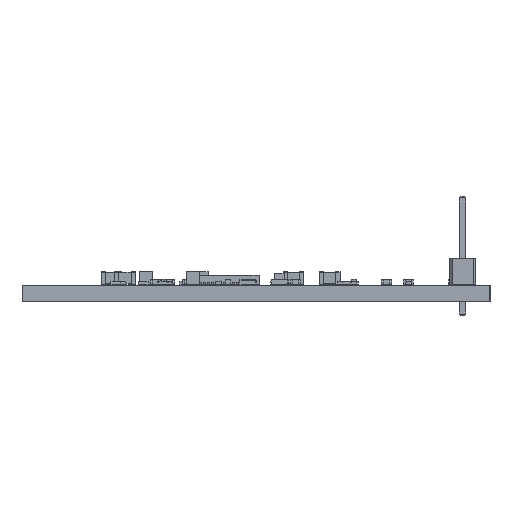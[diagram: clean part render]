
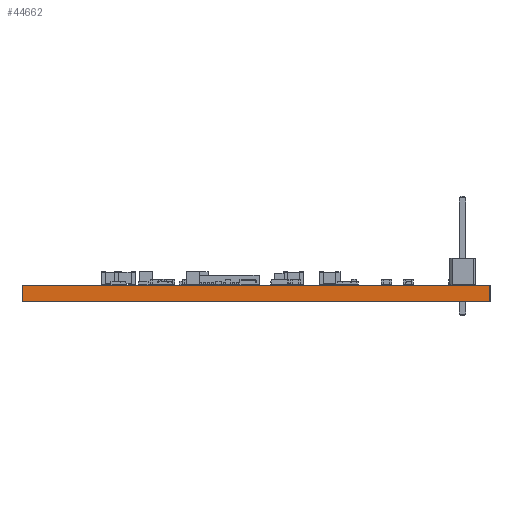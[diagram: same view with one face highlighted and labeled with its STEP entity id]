
A CAD part, left-side view. The second image highlights one B-rep face of the part: STEP entity #44662.
In plain terms, the highlighted planar face has unit normal (-1, 0, 0).
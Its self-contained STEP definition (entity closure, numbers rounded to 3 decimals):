
#44481 = PLANE('',#44482);
#44482 = AXIS2_PLACEMENT_3D('',#44483,#44484,#44485);
#44483 = CARTESIAN_POINT('',(28.,-22.625,0.));
#44484 = DIRECTION('',(0.,-1.,0.));
#44485 = DIRECTION('',(-1.,0.,0.));
#44506 = VERTEX_POINT('',#44507);
#44507 = CARTESIAN_POINT('',(-28.,-22.625,1.586));
#44521 = PLANE('',#44522);
#44522 = AXIS2_PLACEMENT_3D('',#44523,#44524,#44525);
#44523 = CARTESIAN_POINT('',(0.,0.,1.586));
#44524 = DIRECTION('',(-0.,-0.,-1.));
#44525 = DIRECTION('',(-1.,0.,0.));
#44533 = EDGE_CURVE('',#44534,#44506,#44536,.T.);
#44534 = VERTEX_POINT('',#44535);
#44535 = CARTESIAN_POINT('',(-28.,-22.625,0.));
#44536 = SURFACE_CURVE('',#44537,(#44541,#44548),.PCURVE_S1.);
#44537 = LINE('',#44538,#44539);
#44538 = CARTESIAN_POINT('',(-28.,-22.625,0.));
#44539 = VECTOR('',#44540,1.);
#44540 = DIRECTION('',(0.,0.,1.));
#44541 = PCURVE('',#44481,#44542);
#44542 = DEFINITIONAL_REPRESENTATION('',(#44543),#44547);
#44543 = LINE('',#44544,#44545);
#44544 = CARTESIAN_POINT('',(56.,0.));
#44545 = VECTOR('',#44546,1.);
#44546 = DIRECTION('',(0.,-1.));
#44547 = ( GEOMETRIC_REPRESENTATION_CONTEXT(2) 
PARAMETRIC_REPRESENTATION_CONTEXT() REPRESENTATION_CONTEXT('2D SPACE',''
  ) );
#44548 = PCURVE('',#44549,#44554);
#44549 = PLANE('',#44550);
#44550 = AXIS2_PLACEMENT_3D('',#44551,#44552,#44553);
#44551 = CARTESIAN_POINT('',(-28.,-22.625,0.));
#44552 = DIRECTION('',(-1.,0.,0.));
#44553 = DIRECTION('',(0.,1.,0.));
#44554 = DEFINITIONAL_REPRESENTATION('',(#44555),#44559);
#44555 = LINE('',#44556,#44557);
#44556 = CARTESIAN_POINT('',(0.,0.));
#44557 = VECTOR('',#44558,1.);
#44558 = DIRECTION('',(0.,-1.));
#44559 = ( GEOMETRIC_REPRESENTATION_CONTEXT(2) 
PARAMETRIC_REPRESENTATION_CONTEXT() REPRESENTATION_CONTEXT('2D SPACE',''
  ) );
#44575 = PLANE('',#44576);
#44576 = AXIS2_PLACEMENT_3D('',#44577,#44578,#44579);
#44577 = CARTESIAN_POINT('',(0.,0.,0.));
#44578 = DIRECTION('',(-0.,-0.,-1.));
#44579 = DIRECTION('',(-1.,0.,0.));
#44608 = PLANE('',#44609);
#44609 = AXIS2_PLACEMENT_3D('',#44610,#44611,#44612);
#44610 = CARTESIAN_POINT('',(-28.,22.625,0.));
#44611 = DIRECTION('',(0.,1.,0.));
#44612 = DIRECTION('',(1.,0.,0.));
#44662 = ADVANCED_FACE('',(#44663),#44549,.T.);
#44663 = FACE_BOUND('',#44664,.T.);
#44664 = EDGE_LOOP('',(#44665,#44666,#44689,#44712));
#44665 = ORIENTED_EDGE('',*,*,#44533,.T.);
#44666 = ORIENTED_EDGE('',*,*,#44667,.T.);
#44667 = EDGE_CURVE('',#44506,#44668,#44670,.T.);
#44668 = VERTEX_POINT('',#44669);
#44669 = CARTESIAN_POINT('',(-28.,22.625,1.586));
#44670 = SURFACE_CURVE('',#44671,(#44675,#44682),.PCURVE_S1.);
#44671 = LINE('',#44672,#44673);
#44672 = CARTESIAN_POINT('',(-28.,-22.625,1.586));
#44673 = VECTOR('',#44674,1.);
#44674 = DIRECTION('',(0.,1.,0.));
#44675 = PCURVE('',#44549,#44676);
#44676 = DEFINITIONAL_REPRESENTATION('',(#44677),#44681);
#44677 = LINE('',#44678,#44679);
#44678 = CARTESIAN_POINT('',(0.,-1.586));
#44679 = VECTOR('',#44680,1.);
#44680 = DIRECTION('',(1.,0.));
#44681 = ( GEOMETRIC_REPRESENTATION_CONTEXT(2) 
PARAMETRIC_REPRESENTATION_CONTEXT() REPRESENTATION_CONTEXT('2D SPACE',''
  ) );
#44682 = PCURVE('',#44521,#44683);
#44683 = DEFINITIONAL_REPRESENTATION('',(#44684),#44688);
#44684 = LINE('',#44685,#44686);
#44685 = CARTESIAN_POINT('',(28.,-22.625));
#44686 = VECTOR('',#44687,1.);
#44687 = DIRECTION('',(0.,1.));
#44688 = ( GEOMETRIC_REPRESENTATION_CONTEXT(2) 
PARAMETRIC_REPRESENTATION_CONTEXT() REPRESENTATION_CONTEXT('2D SPACE',''
  ) );
#44689 = ORIENTED_EDGE('',*,*,#44690,.F.);
#44690 = EDGE_CURVE('',#44691,#44668,#44693,.T.);
#44691 = VERTEX_POINT('',#44692);
#44692 = CARTESIAN_POINT('',(-28.,22.625,0.));
#44693 = SURFACE_CURVE('',#44694,(#44698,#44705),.PCURVE_S1.);
#44694 = LINE('',#44695,#44696);
#44695 = CARTESIAN_POINT('',(-28.,22.625,0.));
#44696 = VECTOR('',#44697,1.);
#44697 = DIRECTION('',(0.,0.,1.));
#44698 = PCURVE('',#44549,#44699);
#44699 = DEFINITIONAL_REPRESENTATION('',(#44700),#44704);
#44700 = LINE('',#44701,#44702);
#44701 = CARTESIAN_POINT('',(45.25,0.));
#44702 = VECTOR('',#44703,1.);
#44703 = DIRECTION('',(0.,-1.));
#44704 = ( GEOMETRIC_REPRESENTATION_CONTEXT(2) 
PARAMETRIC_REPRESENTATION_CONTEXT() REPRESENTATION_CONTEXT('2D SPACE',''
  ) );
#44705 = PCURVE('',#44608,#44706);
#44706 = DEFINITIONAL_REPRESENTATION('',(#44707),#44711);
#44707 = LINE('',#44708,#44709);
#44708 = CARTESIAN_POINT('',(0.,0.));
#44709 = VECTOR('',#44710,1.);
#44710 = DIRECTION('',(0.,-1.));
#44711 = ( GEOMETRIC_REPRESENTATION_CONTEXT(2) 
PARAMETRIC_REPRESENTATION_CONTEXT() REPRESENTATION_CONTEXT('2D SPACE',''
  ) );
#44712 = ORIENTED_EDGE('',*,*,#44713,.F.);
#44713 = EDGE_CURVE('',#44534,#44691,#44714,.T.);
#44714 = SURFACE_CURVE('',#44715,(#44719,#44726),.PCURVE_S1.);
#44715 = LINE('',#44716,#44717);
#44716 = CARTESIAN_POINT('',(-28.,-22.625,0.));
#44717 = VECTOR('',#44718,1.);
#44718 = DIRECTION('',(0.,1.,0.));
#44719 = PCURVE('',#44549,#44720);
#44720 = DEFINITIONAL_REPRESENTATION('',(#44721),#44725);
#44721 = LINE('',#44722,#44723);
#44722 = CARTESIAN_POINT('',(0.,0.));
#44723 = VECTOR('',#44724,1.);
#44724 = DIRECTION('',(1.,0.));
#44725 = ( GEOMETRIC_REPRESENTATION_CONTEXT(2) 
PARAMETRIC_REPRESENTATION_CONTEXT() REPRESENTATION_CONTEXT('2D SPACE',''
  ) );
#44726 = PCURVE('',#44575,#44727);
#44727 = DEFINITIONAL_REPRESENTATION('',(#44728),#44732);
#44728 = LINE('',#44729,#44730);
#44729 = CARTESIAN_POINT('',(28.,-22.625));
#44730 = VECTOR('',#44731,1.);
#44731 = DIRECTION('',(0.,1.));
#44732 = ( GEOMETRIC_REPRESENTATION_CONTEXT(2) 
PARAMETRIC_REPRESENTATION_CONTEXT() REPRESENTATION_CONTEXT('2D SPACE',''
  ) );
